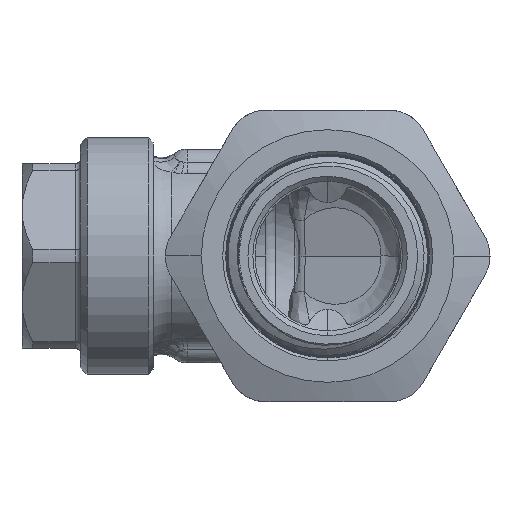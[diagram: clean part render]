
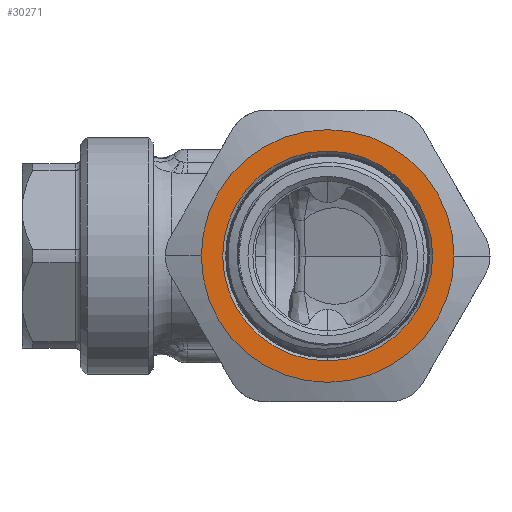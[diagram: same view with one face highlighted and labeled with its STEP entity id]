
A CAD part, left-side view. The second image highlights one B-rep face of the part: STEP entity #30271.
In plain terms, the highlighted planar face has unit normal (-1, 0, 0).
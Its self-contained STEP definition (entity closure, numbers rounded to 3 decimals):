
#8670=CARTESIAN_POINT('',(-28.7,0.,0.));
#8671=DIRECTION('',(-1.,0.,0.));
#8672=DIRECTION('',(0.,0.,1.));
#8673=AXIS2_PLACEMENT_3D('',#8670,#8671,#8672);
#8688=CARTESIAN_POINT('',(-28.7,0.,0.));
#8689=DIRECTION('',(-1.,0.,0.));
#8690=DIRECTION('',(0.,-1.,0.));
#8691=AXIS2_PLACEMENT_3D('',#8688,#8689,#8690);
#8693=CARTESIAN_POINT('',(-28.7,0.,0.));
#8694=DIRECTION('',(-1.,0.,0.));
#8695=DIRECTION('',(0.,1.,0.));
#8696=AXIS2_PLACEMENT_3D('',#8693,#8694,#8695);
#9888=CARTESIAN_POINT('',(-28.7,0.,0.));
#9889=DIRECTION('',(-1.,0.,0.));
#9890=DIRECTION('',(0.,0.,-1.));
#9891=AXIS2_PLACEMENT_3D('',#9888,#9889,#9890);
#18196=CARTESIAN_POINT('',(-28.7,0.,-10.8));
#18197=CARTESIAN_POINT('',(-28.7,0.,10.8));
#18198=VERTEX_POINT('',#18196);
#18199=VERTEX_POINT('',#18197);
#18204=CARTESIAN_POINT('',(-28.7,-13.,0.));
#18205=CARTESIAN_POINT('',(-28.7,13.,0.));
#18206=VERTEX_POINT('',#18204);
#18207=VERTEX_POINT('',#18205);
#30255=CARTESIAN_POINT('',(-28.7,0.,0.));
#30256=DIRECTION('',(1.,0.,0.));
#30257=DIRECTION('',(0.,1.,0.));
#30258=AXIS2_PLACEMENT_3D('',#30255,#30256,#30257);
#30259=PLANE('',#30258);
#30261=ORIENTED_EDGE('',*,*,#30260,.F.);
#30263=ORIENTED_EDGE('',*,*,#30262,.F.);
#30264=EDGE_LOOP('',(#30261,#30263));
#30265=FACE_OUTER_BOUND('',#30264,.F.);
#30267=ORIENTED_EDGE('',*,*,#30266,.T.);
#30268=ORIENTED_EDGE('',*,*,#30245,.T.);
#30269=EDGE_LOOP('',(#30267,#30268));
#30270=FACE_BOUND('',#30269,.F.);
#30271=ADVANCED_FACE('',(#30265,#30270),#30259,.F.);
#8674=CIRCLE('',#8673,10.8);
#8692=CIRCLE('',#8691,13.);
#8697=CIRCLE('',#8696,13.);
#9892=CIRCLE('',#9891,10.8);
#30245=EDGE_CURVE('',#18199,#18198,#8674,.T.);
#30260=EDGE_CURVE('',#18206,#18207,#8692,.T.);
#30262=EDGE_CURVE('',#18207,#18206,#8697,.T.);
#30266=EDGE_CURVE('',#18198,#18199,#9892,.T.);
